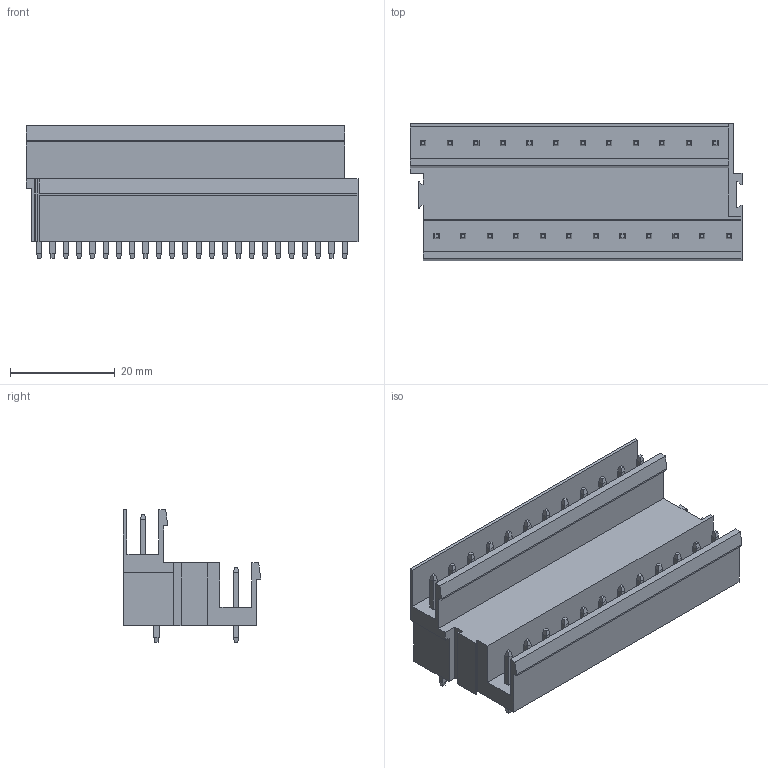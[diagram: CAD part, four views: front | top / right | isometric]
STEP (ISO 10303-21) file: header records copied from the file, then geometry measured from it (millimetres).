
FILE_DESCRIPTION(('CATIA V5 STEP Exchange','CAx-IF Rec.Pracs.--- Model Styling and Organization---1.2---2011-12-15'),'2;1');
FILE_NAME ('D1454962_0_1725750000_1725750000.stp','2018-11-10T04:52:52+00:00',('none'),('Weidmueller'),'CATIA Version 5-6 Release 2014','CATIA V5 STEP AP214','none');
FILE_SCHEMA(('AUTOMOTIVE_DESIGN { 1 0 10303 214 1 1 1 1 }'));
Length unit declared in the file: millimetre
Products named in the file (1): 1725750000
Bounding box: 63.5 x 26.28 x 25.36 mm (x, y, z)
Volume: 17533.1 mm3; surface area: 11421.2 mm2
Topology: 25 solids, 25 shells, 671 faces, 1671 edges, 1050 vertices
Faces by surface type: plane 575, cylinder 96
Entity records: 17340 total; most frequent: ORIENTED_EDGE 3342, CARTESIAN_POINT 3179, DIRECTION 2009, EDGE_CURVE 1671, VECTOR 1287, LINE 1287, VERTEX_POINT 1050, EDGE_LOOP 719
